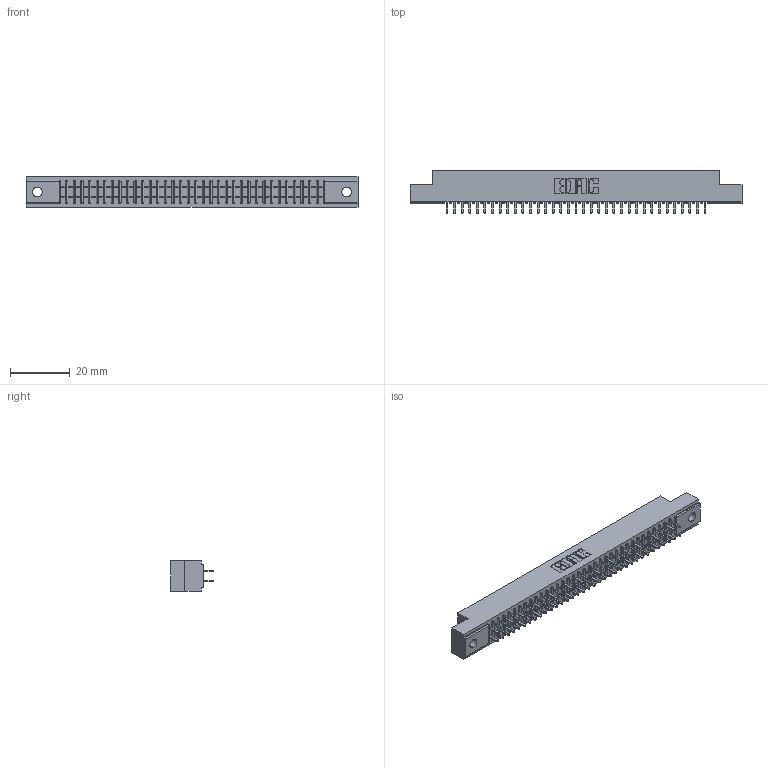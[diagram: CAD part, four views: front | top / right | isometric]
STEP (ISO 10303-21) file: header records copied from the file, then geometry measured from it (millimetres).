
FILE_DESCRIPTION (( 'STEP AP203' ), '1' );
FILE_NAME ('341-070-520-202.STEP', '2018-08-07T19:23:49', ( '' ), ( '' ), 'SwSTEP 2.0', 'SolidWorks 2016', '' );
FILE_SCHEMA (( 'CONFIG_CONTROL_DESIGN' ));
Length unit declared in the file: inch
Products named in the file (3): 341-292-001_341-292-120; 341-070-520-202; 341 Part_.128 (3.25) Dia Mounting Holes
Assembly tree (71 placements, depth 2):
  341-070-520-202
    341 Part_.128 (3.25) Dia Mounting Holes
    341-292-001_341-292-120  x70
Bounding box: 111.12 x 14.27 x 10.16 mm (x, y, z)
Volume: 8162.4 mm3; surface area: 13951.8 mm2
Topology: 71 solids, 71 shells, 4736 faces, 13721 edges, 8886 vertices
Faces by surface type: plane 2868, cylinder 1728, sphere 72, torus 68
Entity records: 43292 total; most frequent: CARTESIAN_POINT 7197, ORIENTED_EDGE 7150, DIRECTION 6989, EDGE_CURVE 3575, VECTOR 2881, LINE 2881, VERTEX_POINT 2262, AXIS2_PLACEMENT_3D 2054
